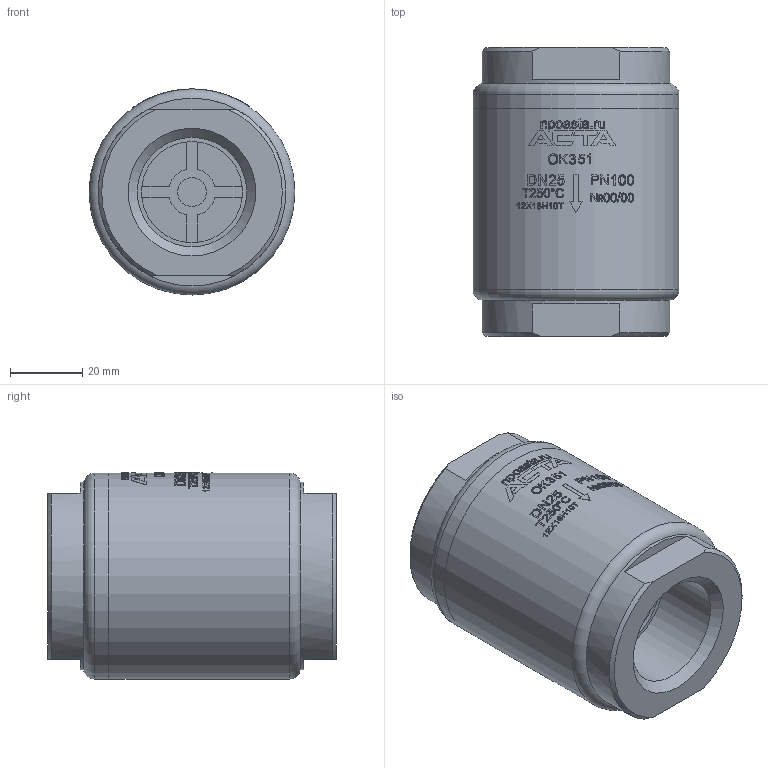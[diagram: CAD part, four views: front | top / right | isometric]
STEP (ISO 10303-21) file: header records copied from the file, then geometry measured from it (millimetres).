
FILE_DESCRIPTION(('STEP AP203'), '1');
FILE_NAME('Îáðàòíûé êëàïàí _ ÀÑÒÀ ÎÊ-ì-351.025.000.00 ÑÁ', '', ('UNSPECIFIED'), ('UNSPECIFIED'), 'C3D Converter', 'C3D Toolkit', '');
FILE_SCHEMA(('CONFIG_CONTROL_DESIGN'));
Length unit declared in the file: millimetre
Products named in the file (6): АСТА ОК-м-351.025.000.00 СБ; АСТА ОК 351.025.000.01; АСТА ОК 351.025.000.04; АСТА ОК 351.025.000.02; АСТА ОК 351.025.000.03-01
Assembly tree (5 placements, depth 2):
  АСТА ОК-м-351.025.000.00 СБ
    АСТА ОК 351.025.000.01
    АСТА ОК 351.025.000.04
    АСТА ОК 351.025.000.02
    (unnamed)
    АСТА ОК 351.025.000.03-01
Bounding box: 57 x 80 x 57.05 mm (x, y, z)
Volume: 127482.8 mm3; surface area: 39247.6 mm2
Topology: 57 solids, 57 shells, 1742 faces, 4841 edges, 3225 vertices
Faces by surface type: plane 1296, extrusion 296, cylinder 131, cone 14, torus 4, bspline 1
Full cylindrical faces by diameter (mm): 8 x2, 10 x1, 21.5 x1, 25 x1, 28 x1, 30.292 x2, 32 x2, 42 x2, 42.5 x1, 43.376 x1, 45 x1, 52 x2, 57 x2
Entity records: 81093 total; most frequent: CARTESIAN_POINT 29589, ORIENTED_EDGE 9610, DIRECTION 5642, EDGE_CURVE 4805, VERTEX_POINT 3221, VECTOR 2114, EDGE_LOOP 1842, LINE 1818
